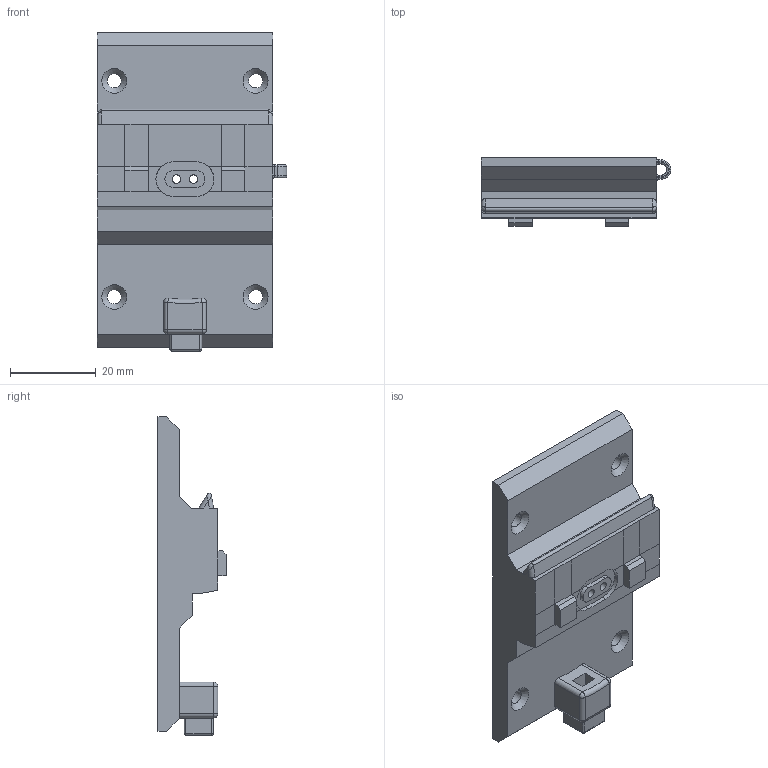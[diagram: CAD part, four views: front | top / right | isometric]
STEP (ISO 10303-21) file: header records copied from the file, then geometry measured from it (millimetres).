
FILE_DESCRIPTION(('FreeCAD Model'),'2;1');
FILE_NAME('Open CASCADE Shape Model','2025-12-21T12:45:02',(''),(''), 'Open CASCADE STEP processor 7.8','FreeCAD','Unknown');
FILE_SCHEMA(('AUTOMOTIVE_DESIGN { 1 0 10303 214 1 1 1 1 }'));
Length unit declared in the file: millimetre
Products named in the file (1): TomTomLocatorBlock
Bounding box: 44.3 x 15.9 x 74.3 mm (x, y, z)
Volume: 21581.5 mm3; surface area: 9750.7 mm2
Topology: 1 solids, 1 shells, 176 faces, 448 edges, 268 vertices
Faces by surface type: plane 94, cylinder 55, torus 13, sphere 8, cone 4, bspline 2
Full cylindrical faces by diameter (mm): 2 x2, 3.3 x4
Entity records: 5411 total; most frequent: CARTESIAN_POINT 1105, DIRECTION 909, ORIENTED_EDGE 876, EDGE_CURVE 438, LINE 305, VECTOR 305, AXIS2_PLACEMENT_3D 302, VERTEX_POINT 268
